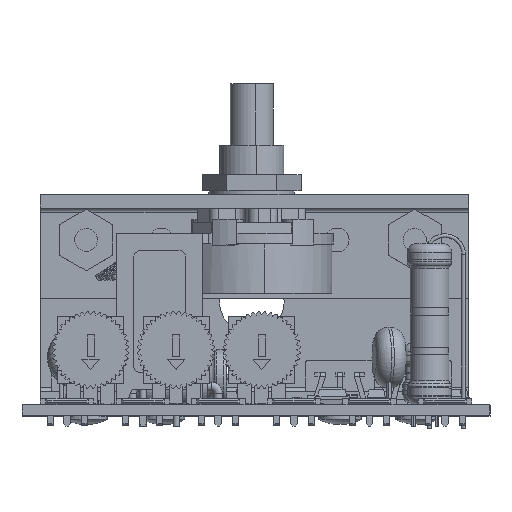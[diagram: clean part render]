
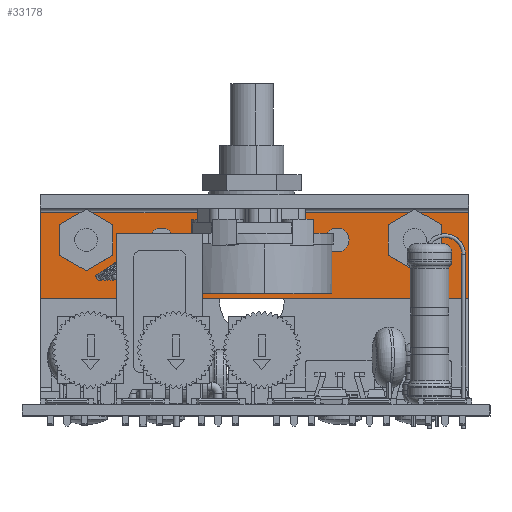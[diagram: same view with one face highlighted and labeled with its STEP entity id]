
A CAD part, top view. The second image highlights one B-rep face of the part: STEP entity #33178.
In plain terms, the highlighted face is planar.
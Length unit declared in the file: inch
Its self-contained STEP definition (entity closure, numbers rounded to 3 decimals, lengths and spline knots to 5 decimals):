
#289 = AXIS2_PLACEMENT_3D ( 'NONE', #7852, #7741, #7725 ) ;
#306 = AXIS2_PLACEMENT_3D ( 'NONE', #80905, #37876, #88008 ) ;
#852 = ORIENTED_EDGE ( 'NONE', *, *, #2798, .F. ) ;
#853 = ORIENTED_EDGE ( 'NONE', *, *, #35926, .T. ) ;
#1321 = VERTEX_POINT ( 'NONE', #18015 ) ;
#1350 = PLANE ( 'NONE',  #306 ) ;
#1522 = EDGE_CURVE ( 'NONE', #60779, #76131, #30021, .T. ) ;
#2391 = ORIENTED_EDGE ( 'NONE', *, *, #54031, .T. ) ;
#2798 = EDGE_CURVE ( 'NONE', #64568, #73704, #70770, .T. ) ;
#4170 = CIRCLE ( 'NONE', #65074, 0.07 ) ;
#4576 = EDGE_CURVE ( 'NONE', #76131, #60779, #4584, .T. ) ;
#4584 = CIRCLE ( 'NONE', #9115, 0.07 ) ;
#5476 = VERTEX_POINT ( 'NONE', #31664 ) ;
#5545 = DIRECTION ( 'NONE',  ( 0., -1., 0. ) ) ;
#6629 = ORIENTED_EDGE ( 'NONE', *, *, #22655, .T. ) ;
#7725 = DIRECTION ( 'NONE',  ( -1., 0., 0. ) ) ;
#7741 = DIRECTION ( 'NONE',  ( 0., -1., 0. ) ) ;
#7852 = CARTESIAN_POINT ( 'NONE',  ( -0.84066, -1.44687, -2.185 ) ) ;
#9115 = AXIS2_PLACEMENT_3D ( 'NONE', #92477, #66093, #66078 ) ;
#10600 = AXIS2_PLACEMENT_3D ( 'NONE', #32534, #82778, #39809 ) ;
#10948 = FACE_OUTER_BOUND ( 'NONE', #70713, .T. ) ;
#12720 = VECTOR ( 'NONE', #35667, 39.37008 ) ;
#16220 = CARTESIAN_POINT ( 'NONE',  ( -0.77066, -1.44687, -2.185 ) ) ;
#18000 = EDGE_CURVE ( 'NONE', #70171, #1321, #91834, .T. ) ;
#18015 = CARTESIAN_POINT ( 'NONE',  ( -0.77066, -1.44687, -1.731 ) ) ;
#18240 = LINE ( 'NONE', #65754, #54458 ) ;
#19920 = CIRCLE ( 'NONE', #89259, 0.07 ) ;
#20656 = DIRECTION ( 'NONE',  ( 0., -1., 0. ) ) ;
#22164 = VERTEX_POINT ( 'NONE', #35739 ) ;
#22378 = CIRCLE ( 'NONE', #10600, 0.07 ) ;
#22655 = EDGE_CURVE ( 'NONE', #5476, #22164, #50743, .T. ) ;
#23591 = EDGE_CURVE ( 'NONE', #42193, #67503, #53764, .T. ) ;
#24015 = CARTESIAN_POINT ( 'NONE',  ( -0.99966, -1.44687, 0. ) ) ;
#25702 = FACE_BOUND ( 'NONE', #69091, .T. ) ;
#26069 = EDGE_CURVE ( 'NONE', #1321, #70171, #19920, .T. ) ;
#27090 = ORIENTED_EDGE ( 'NONE', *, *, #4576, .T. ) ;
#29493 = EDGE_CURVE ( 'NONE', #67503, #42193, #22378, .T. ) ;
#30021 = CIRCLE ( 'NONE', #289, 0.07 ) ;
#30584 = DIRECTION ( 'NONE',  ( 0., -1., 0. ) ) ;
#30860 = VECTOR ( 'NONE', #66865, 39.37008 ) ;
#31664 = CARTESIAN_POINT ( 'NONE',  ( -0.77066, -1.44687, -0.265 ) ) ;
#32534 = CARTESIAN_POINT ( 'NONE',  ( -0.84066, -1.44687, -0.706 ) ) ;
#32870 = CARTESIAN_POINT ( 'NONE',  ( -0.91066, -1.44687, -1.731 ) ) ;
#33178 = ADVANCED_FACE ( 'NONE', ( #10948, #44894, #64160, #83064, #25702 ), #1350, .T. ) ;
#33702 = ORIENTED_EDGE ( 'NONE', *, *, #1522, .T. ) ;
#35667 = DIRECTION ( 'NONE',  ( 1., 0., 0. ) ) ;
#35739 = CARTESIAN_POINT ( 'NONE',  ( -0.91066, -1.44687, -0.265 ) ) ;
#35926 = EDGE_CURVE ( 'NONE', #64568, #72389, #70379, .T. ) ;
#36483 = DIRECTION ( 'NONE',  ( 0., -1., 0. ) ) ;
#37281 = ORIENTED_EDGE ( 'NONE', *, *, #18000, .T. ) ;
#37307 = ORIENTED_EDGE ( 'NONE', *, *, #29493, .T. ) ;
#37671 = DIRECTION ( 'NONE',  ( 0., 0., -1. ) ) ;
#37876 = DIRECTION ( 'NONE',  ( 0., 1., 0. ) ) ;
#37917 = CARTESIAN_POINT ( 'NONE',  ( -0.99966, -1.44687, 0. ) ) ;
#38182 = CARTESIAN_POINT ( 'NONE',  ( -0.49666, -1.44687, 0. ) ) ;
#39809 = DIRECTION ( 'NONE',  ( -1., 0., 0. ) ) ;
#42193 = VERTEX_POINT ( 'NONE', #85812 ) ;
#43151 = DIRECTION ( 'NONE',  ( 0., -1., 0. ) ) ;
#43629 = EDGE_LOOP ( 'NONE', ( #27090, #33702 ) ) ;
#44894 = FACE_BOUND ( 'NONE', #43629, .T. ) ;
#46207 = CARTESIAN_POINT ( 'NONE',  ( -0.91066, -1.44687, -0.706 ) ) ;
#48007 = ORIENTED_EDGE ( 'NONE', *, *, #62929, .T. ) ;
#48312 = AXIS2_PLACEMENT_3D ( 'NONE', #48957, #5545, #56322 ) ;
#48957 = CARTESIAN_POINT ( 'NONE',  ( -0.84066, -1.44687, -0.706 ) ) ;
#50077 = LINE ( 'NONE', #38182, #30860 ) ;
#50743 = CIRCLE ( 'NONE', #62744, 0.07 ) ;
#53764 = CIRCLE ( 'NONE', #48312, 0.07 ) ;
#54031 = EDGE_CURVE ( 'NONE', #59583, #73704, #18240, .T. ) ;
#54458 = VECTOR ( 'NONE', #72943, 39.37008 ) ;
#56322 = DIRECTION ( 'NONE',  ( -1., 0., 0. ) ) ;
#56908 = ORIENTED_EDGE ( 'NONE', *, *, #65225, .T. ) ;
#57208 = CARTESIAN_POINT ( 'NONE',  ( -0.99966, -1.44687, 0. ) ) ;
#58821 = ORIENTED_EDGE ( 'NONE', *, *, #26069, .T. ) ;
#59583 = VERTEX_POINT ( 'NONE', #91196 ) ;
#60779 = VERTEX_POINT ( 'NONE', #16220 ) ;
#62744 = AXIS2_PLACEMENT_3D ( 'NONE', #73776, #30584, #80907 ) ;
#62754 = EDGE_LOOP ( 'NONE', ( #37281, #58821 ) ) ;
#62929 = EDGE_CURVE ( 'NONE', #72389, #59583, #50077, .T. ) ;
#63958 = CARTESIAN_POINT ( 'NONE',  ( -0.84066, -1.44687, -1.731 ) ) ;
#64160 = FACE_BOUND ( 'NONE', #62754, .T. ) ;
#64568 = VERTEX_POINT ( 'NONE', #24015 ) ;
#65074 = AXIS2_PLACEMENT_3D ( 'NONE', #79539, #36483, #86667 ) ;
#65188 = ORIENTED_EDGE ( 'NONE', *, *, #23591, .T. ) ;
#65225 = EDGE_CURVE ( 'NONE', #22164, #5476, #4170, .T. ) ;
#65434 = EDGE_LOOP ( 'NONE', ( #37307, #65188 ) ) ;
#65754 = CARTESIAN_POINT ( 'NONE',  ( -0.99966, -1.44687, -2.5 ) ) ;
#66050 = AXIS2_PLACEMENT_3D ( 'NONE', #86116, #43151, #93188 ) ;
#66078 = DIRECTION ( 'NONE',  ( -1., 0., 0. ) ) ;
#66093 = DIRECTION ( 'NONE',  ( 0., -1., 0. ) ) ;
#66865 = DIRECTION ( 'NONE',  ( 0., 0., -1. ) ) ;
#67503 = VERTEX_POINT ( 'NONE', #46207 ) ;
#69091 = EDGE_LOOP ( 'NONE', ( #56908, #6629 ) ) ;
#70171 = VERTEX_POINT ( 'NONE', #32870 ) ;
#70379 = LINE ( 'NONE', #57208, #12720 ) ;
#70713 = EDGE_LOOP ( 'NONE', ( #2391, #852, #853, #48007 ) ) ;
#70770 = LINE ( 'NONE', #37917, #75889 ) ;
#71156 = DIRECTION ( 'NONE',  ( -1., 0., 0. ) ) ;
#72389 = VERTEX_POINT ( 'NONE', #80174 ) ;
#72943 = DIRECTION ( 'NONE',  ( -1., 0., 0. ) ) ;
#73704 = VERTEX_POINT ( 'NONE', #76353 ) ;
#73776 = CARTESIAN_POINT ( 'NONE',  ( -0.84066, -1.44687, -0.265 ) ) ;
#75889 = VECTOR ( 'NONE', #37671, 39.37008 ) ;
#76131 = VERTEX_POINT ( 'NONE', #89492 ) ;
#76353 = CARTESIAN_POINT ( 'NONE',  ( -0.99966, -1.44687, -2.5 ) ) ;
#79539 = CARTESIAN_POINT ( 'NONE',  ( -0.84066, -1.44687, -0.265 ) ) ;
#80174 = CARTESIAN_POINT ( 'NONE',  ( -0.49666, -1.44687, 0. ) ) ;
#80905 = CARTESIAN_POINT ( 'NONE',  ( -0.49666, -1.44687, 0. ) ) ;
#80907 = DIRECTION ( 'NONE',  ( -1., 0., 0. ) ) ;
#82778 = DIRECTION ( 'NONE',  ( 0., -1., 0. ) ) ;
#83064 = FACE_BOUND ( 'NONE', #65434, .T. ) ;
#85812 = CARTESIAN_POINT ( 'NONE',  ( -0.77066, -1.44687, -0.706 ) ) ;
#86116 = CARTESIAN_POINT ( 'NONE',  ( -0.84066, -1.44687, -1.731 ) ) ;
#86667 = DIRECTION ( 'NONE',  ( -1., 0., 0. ) ) ;
#88008 = DIRECTION ( 'NONE',  ( 0., 0., 1. ) ) ;
#89259 = AXIS2_PLACEMENT_3D ( 'NONE', #63958, #20656, #71156 ) ;
#89492 = CARTESIAN_POINT ( 'NONE',  ( -0.91066, -1.44687, -2.185 ) ) ;
#91196 = CARTESIAN_POINT ( 'NONE',  ( -0.49666, -1.44687, -2.5 ) ) ;
#91834 = CIRCLE ( 'NONE', #66050, 0.07 ) ;
#92477 = CARTESIAN_POINT ( 'NONE',  ( -0.84066, -1.44687, -2.185 ) ) ;
#93188 = DIRECTION ( 'NONE',  ( -1., 0., 0. ) ) ;
